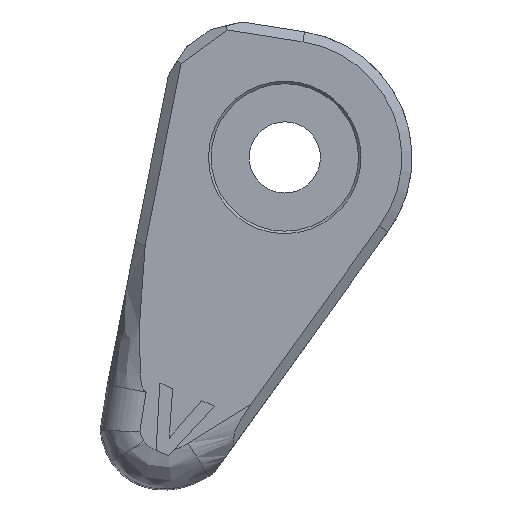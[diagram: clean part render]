
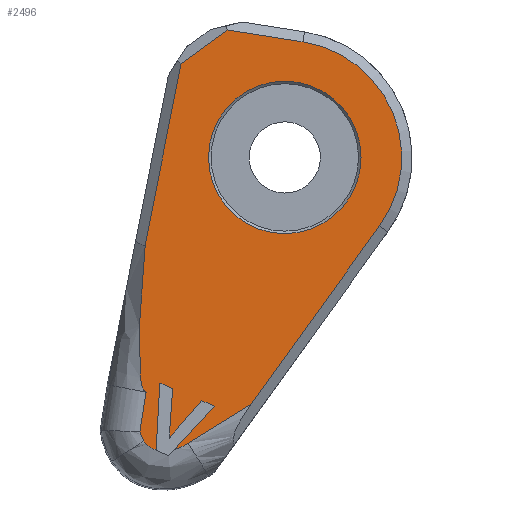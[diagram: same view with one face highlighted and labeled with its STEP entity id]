
A CAD part, front view. The second image highlights one B-rep face of the part: STEP entity #2496.
In plain terms, the highlighted planar face has unit normal (0, -1, 0).
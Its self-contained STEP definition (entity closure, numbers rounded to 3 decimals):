
#28=FACE_BOUND('',#364,.T.);
#50=PLANE('',#2808);
#82=B_SPLINE_CURVE_WITH_KNOTS('',3,(#4512,#4513,#4514,#4515,#4516,#4517,
#4518,#4519,#4520,#4521,#4522,#4523,#4524,#4525),.UNSPECIFIED.,.F.,.F.,
(4,2,2,2,2,2,4),(0.,0.297,0.472,
0.504,0.515,0.519,0.522),
 .UNSPECIFIED.);
#84=B_SPLINE_CURVE_WITH_KNOTS('',3,(#4577,#4578,#4579,#4580,#4581),
 .UNSPECIFIED.,.F.,.F.,(4,1,4),(0.294,0.585,0.606),
 .UNSPECIFIED.);
#85=B_SPLINE_CURVE_WITH_KNOTS('',3,(#4595,#4596,#4597,#4598),
 .UNSPECIFIED.,.F.,.F.,(4,4),(0.846,0.972),.UNSPECIFIED.);
#221=FACE_OUTER_BOUND('',#363,.T.);
#363=EDGE_LOOP('',(#2149,#2150,#2151,#2152,#2153,#2154,#2155,#2156,#2157,
#2158,#2159,#2160,#2161,#2162,#2163,#2164,#2165));
#364=EDGE_LOOP('',(#2166));
#455=LINE('',#4138,#624);
#459=LINE('',#4152,#628);
#465=LINE('',#4181,#634);
#541=LINE('',#4573,#710);
#542=LINE('',#4583,#711);
#543=LINE('',#4585,#712);
#544=LINE('',#4587,#713);
#545=LINE('',#4589,#714);
#546=LINE('',#4591,#715);
#547=LINE('',#4593,#716);
#548=LINE('',#4600,#717);
#549=LINE('',#4602,#718);
#624=VECTOR('',#3120,2.245);
#628=VECTOR('',#3126,7.294);
#634=VECTOR('',#3142,3.019);
#710=VECTOR('',#3510,1.562);
#711=VECTOR('',#3513,2.639);
#712=VECTOR('',#3514,0.547);
#713=VECTOR('',#3515,1.955);
#714=VECTOR('',#3516,1.949);
#715=VECTOR('',#3517,0.535);
#716=VECTOR('',#3518,2.333);
#717=VECTOR('',#3519,2.893);
#718=VECTOR('',#3520,8.66);
#826=CIRCLE('',#2652,3.);
#901=CIRCLE('',#2809,1.465);
#902=CIRCLE('',#2810,4.6);
#1041=VERTEX_POINT('',#4126);
#1044=VERTEX_POINT('',#4135);
#1045=VERTEX_POINT('',#4137);
#1048=VERTEX_POINT('',#4145);
#1052=VERTEX_POINT('',#4180);
#1127=VERTEX_POINT('',#4511);
#1129=VERTEX_POINT('',#4572);
#1130=VERTEX_POINT('',#4574);
#1131=VERTEX_POINT('',#4576);
#1132=VERTEX_POINT('',#4582);
#1133=VERTEX_POINT('',#4584);
#1134=VERTEX_POINT('',#4586);
#1135=VERTEX_POINT('',#4588);
#1136=VERTEX_POINT('',#4590);
#1137=VERTEX_POINT('',#4592);
#1138=VERTEX_POINT('',#4594);
#1139=VERTEX_POINT('',#4599);
#1140=VERTEX_POINT('',#4601);
#1312=EDGE_CURVE('',#1041,#1041,#826,.F.);
#1317=EDGE_CURVE('',#1044,#1045,#455,.T.);
#1322=EDGE_CURVE('',#1048,#1044,#459,.T.);
#1330=EDGE_CURVE('',#1045,#1052,#465,.T.);
#1478=EDGE_CURVE('',#1048,#1127,#82,.T.);
#1481=EDGE_CURVE('',#1127,#1129,#541,.T.);
#1482=EDGE_CURVE('',#1129,#1130,#901,.T.);
#1483=EDGE_CURVE('',#1130,#1131,#84,.T.);
#1484=EDGE_CURVE('',#1131,#1132,#542,.T.);
#1485=EDGE_CURVE('',#1132,#1133,#543,.T.);
#1486=EDGE_CURVE('',#1133,#1134,#544,.T.);
#1487=EDGE_CURVE('',#1134,#1135,#545,.T.);
#1488=EDGE_CURVE('',#1135,#1136,#546,.T.);
#1489=EDGE_CURVE('',#1136,#1137,#547,.T.);
#1490=EDGE_CURVE('',#1137,#1138,#85,.T.);
#1491=EDGE_CURVE('',#1138,#1139,#548,.T.);
#1492=EDGE_CURVE('',#1140,#1139,#549,.T.);
#1493=EDGE_CURVE('',#1052,#1140,#902,.T.);
#2149=ORIENTED_EDGE('',*,*,#1478,.T.);
#2150=ORIENTED_EDGE('',*,*,#1481,.T.);
#2151=ORIENTED_EDGE('',*,*,#1482,.T.);
#2152=ORIENTED_EDGE('',*,*,#1483,.T.);
#2153=ORIENTED_EDGE('',*,*,#1484,.T.);
#2154=ORIENTED_EDGE('',*,*,#1485,.T.);
#2155=ORIENTED_EDGE('',*,*,#1486,.T.);
#2156=ORIENTED_EDGE('',*,*,#1487,.T.);
#2157=ORIENTED_EDGE('',*,*,#1488,.T.);
#2158=ORIENTED_EDGE('',*,*,#1489,.T.);
#2159=ORIENTED_EDGE('',*,*,#1490,.T.);
#2160=ORIENTED_EDGE('',*,*,#1491,.T.);
#2161=ORIENTED_EDGE('',*,*,#1492,.F.);
#2162=ORIENTED_EDGE('',*,*,#1493,.F.);
#2163=ORIENTED_EDGE('',*,*,#1330,.F.);
#2164=ORIENTED_EDGE('',*,*,#1317,.F.);
#2165=ORIENTED_EDGE('',*,*,#1322,.F.);
#2166=ORIENTED_EDGE('',*,*,#1312,.T.);
#2496=ADVANCED_FACE('',(#221,#28),#50,.F.);
#2652=AXIS2_PLACEMENT_3D('',#4127,#3108,#3109);
#2808=AXIS2_PLACEMENT_3D('',#4571,#3508,#3509);
#2809=AXIS2_PLACEMENT_3D('',#4575,#3511,#3512);
#2810=AXIS2_PLACEMENT_3D('',#4603,#3521,#3522);
#3108=DIRECTION('center_axis',(0.,-1.,0.));
#3109=DIRECTION('ref_axis',(1.,0.,0.));
#3120=DIRECTION('',(0.809,0.,0.588));
#3126=DIRECTION('',(0.193,0.,0.981));
#3142=DIRECTION('',(0.988,0.,-0.156));
#3508=DIRECTION('center_axis',(0.,1.,0.));
#3509=DIRECTION('ref_axis',(-0.945,0.,-0.328));
#3510=DIRECTION('',(-0.156,0.,-0.988));
#3511=DIRECTION('center_axis',(0.,-1.,0.));
#3512=DIRECTION('ref_axis',(-0.858,0.,-0.513));
#3513=DIRECTION('',(0.055,0.,0.998));
#3514=DIRECTION('',(0.922,0.,-0.388));
#3515=DIRECTION('',(-0.069,0.,-0.998));
#3516=DIRECTION('',(0.658,0.,0.753));
#3517=DIRECTION('',(0.922,0.,-0.388));
#3518=DIRECTION('',(-0.676,0.,-0.737));
#3519=DIRECTION('',(0.851,0.,0.525));
#3520=DIRECTION('',(-0.585,0.,-0.811));
#3521=DIRECTION('center_axis',(0.,1.,0.));
#3522=DIRECTION('ref_axis',(-0.328,0.,0.945));
#4126=CARTESIAN_POINT('',(268.328,-150.221,45.868));
#4127=CARTESIAN_POINT('Origin',(271.328,-150.221,45.868));
#4135=CARTESIAN_POINT('',(267.248,-150.221,49.562));
#4137=CARTESIAN_POINT('',(269.063,-150.221,50.882));
#4138=CARTESIAN_POINT('',(267.248,-150.221,49.562));
#4145=CARTESIAN_POINT('',(265.837,-150.221,42.406));
#4152=CARTESIAN_POINT('',(265.837,-150.221,42.406));
#4180=CARTESIAN_POINT('',(272.045,-150.221,50.412));
#4181=CARTESIAN_POINT('',(269.063,-150.221,50.882));
#4511=CARTESIAN_POINT('',(265.872,-150.221,36.635));
#4512=CARTESIAN_POINT('Ctrl Pts',(265.837,-150.221,42.406));
#4513=CARTESIAN_POINT('Ctrl Pts',(265.741,-150.221,41.421));
#4514=CARTESIAN_POINT('Ctrl Pts',(265.661,-150.221,40.44));
#4515=CARTESIAN_POINT('Ctrl Pts',(265.594,-150.221,38.93));
#4516=CARTESIAN_POINT('Ctrl Pts',(265.556,-150.221,37.759));
#4517=CARTESIAN_POINT('Ctrl Pts',(265.684,-150.221,36.979));
#4518=CARTESIAN_POINT('Ctrl Pts',(265.713,-150.221,36.847));
#4519=CARTESIAN_POINT('Ctrl Pts',(265.773,-150.221,36.722));
#4520=CARTESIAN_POINT('Ctrl Pts',(265.792,-150.221,36.69));
#4521=CARTESIAN_POINT('Ctrl Pts',(265.823,-150.221,36.66));
#4522=CARTESIAN_POINT('Ctrl Pts',(265.832,-150.221,36.652));
#4523=CARTESIAN_POINT('Ctrl Pts',(265.852,-150.221,36.641));
#4524=CARTESIAN_POINT('Ctrl Pts',(265.862,-150.221,36.637));
#4525=CARTESIAN_POINT('Ctrl Pts',(265.872,-150.221,36.635));
#4571=CARTESIAN_POINT('Origin',(267.069,-150.221,35.398));
#4572=CARTESIAN_POINT('',(265.629,-150.221,35.092));
#4573=CARTESIAN_POINT('',(265.872,-150.221,36.635));
#4574=CARTESIAN_POINT('',(265.787,-150.221,34.717));
#4575=CARTESIAN_POINT('Origin',(267.045,-150.221,35.469));
#4576=CARTESIAN_POINT('',(266.267,-150.221,34.36));
#4577=CARTESIAN_POINT('Ctrl Pts',(265.787,-150.221,34.717));
#4578=CARTESIAN_POINT('Ctrl Pts',(265.893,-150.221,34.564));
#4579=CARTESIAN_POINT('Ctrl Pts',(266.026,-150.221,34.439));
#4580=CARTESIAN_POINT('Ctrl Pts',(266.251,-150.221,34.365));
#4581=CARTESIAN_POINT('Ctrl Pts',(266.267,-150.221,34.36));
#4582=CARTESIAN_POINT('',(266.413,-150.221,36.994));
#4583=CARTESIAN_POINT('',(266.267,-150.221,34.36));
#4584=CARTESIAN_POINT('',(266.918,-150.221,36.782));
#4585=CARTESIAN_POINT('',(266.413,-150.221,36.994));
#4586=CARTESIAN_POINT('',(266.783,-150.221,34.831));
#4587=CARTESIAN_POINT('',(266.918,-150.221,36.782));
#4588=CARTESIAN_POINT('',(268.065,-150.221,36.299));
#4589=CARTESIAN_POINT('',(266.783,-150.221,34.831));
#4590=CARTESIAN_POINT('',(268.559,-150.221,36.091));
#4591=CARTESIAN_POINT('',(268.065,-150.221,36.299));
#4592=CARTESIAN_POINT('',(266.981,-150.221,34.371));
#4593=CARTESIAN_POINT('',(268.559,-150.221,36.091));
#4594=CARTESIAN_POINT('',(267.53,-150.221,34.635));
#4595=CARTESIAN_POINT('Ctrl Pts',(266.981,-150.221,34.371));
#4596=CARTESIAN_POINT('Ctrl Pts',(267.14,-150.221,34.418));
#4597=CARTESIAN_POINT('Ctrl Pts',(267.32,-150.221,34.499));
#4598=CARTESIAN_POINT('Ctrl Pts',(267.53,-150.221,34.635));
#4599=CARTESIAN_POINT('',(269.992,-150.221,36.153));
#4600=CARTESIAN_POINT('',(267.53,-150.221,34.635));
#4601=CARTESIAN_POINT('',(275.059,-150.221,43.177));
#4602=CARTESIAN_POINT('',(275.059,-150.221,43.177));
#4603=CARTESIAN_POINT('Origin',(271.328,-150.221,45.868));
